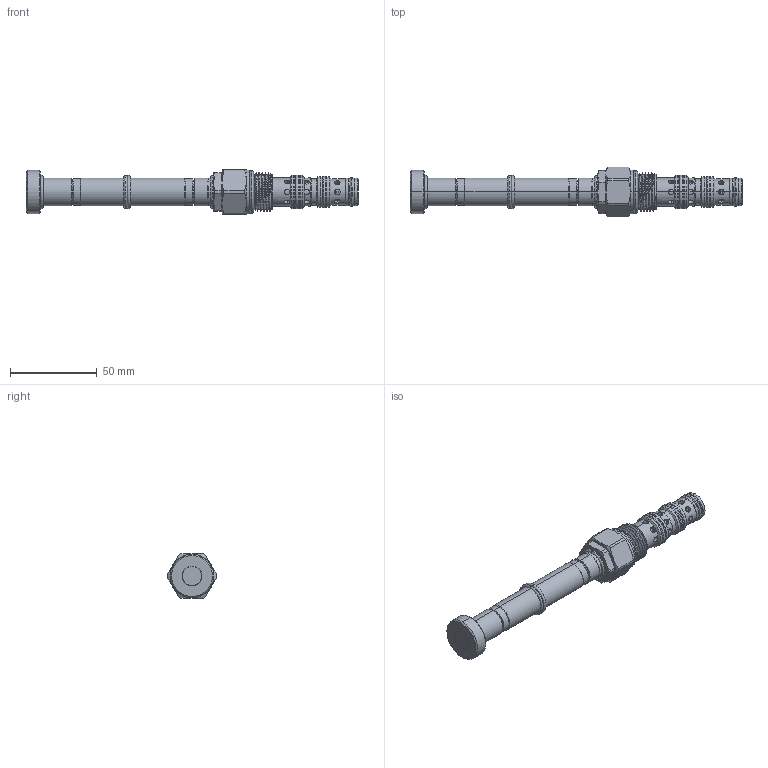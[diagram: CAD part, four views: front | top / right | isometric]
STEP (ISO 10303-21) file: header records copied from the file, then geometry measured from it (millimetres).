
FILE_DESCRIPTION (( 'STEP AP203' ), '1' );
FILE_NAME ('ES10W4C24N05-test.STEP', '2023-01-05T06:55:01', ( '' ), ( '' ), 'SwSTEP 2.0', 'SolidWorks 2018', '' );
FILE_SCHEMA (( 'CONFIG_CONTROL_DESIGN' ));
Length unit declared in the file: millimetre
Products named in the file (1): ES10W4C24N05-test
Bounding box: 191.3 x 28.57 x 25.4 mm (x, y, z)
Volume: 48932.8 mm3; surface area: 17855.5 mm2
Topology: 8 solids, 8 shells, 330 faces, 790 edges, 474 vertices
Faces by surface type: cylinder 195, plane 46, cone 45, torus 38, bspline 6
Entity records: 14499 total; most frequent: CARTESIAN_POINT 6969, ORIENTED_EDGE 1580, DIRECTION 1544, EDGE_CURVE 790, AXIS2_PLACEMENT_3D 665, VERTEX_POINT 474, EDGE_LOOP 374, CIRCLE 340
